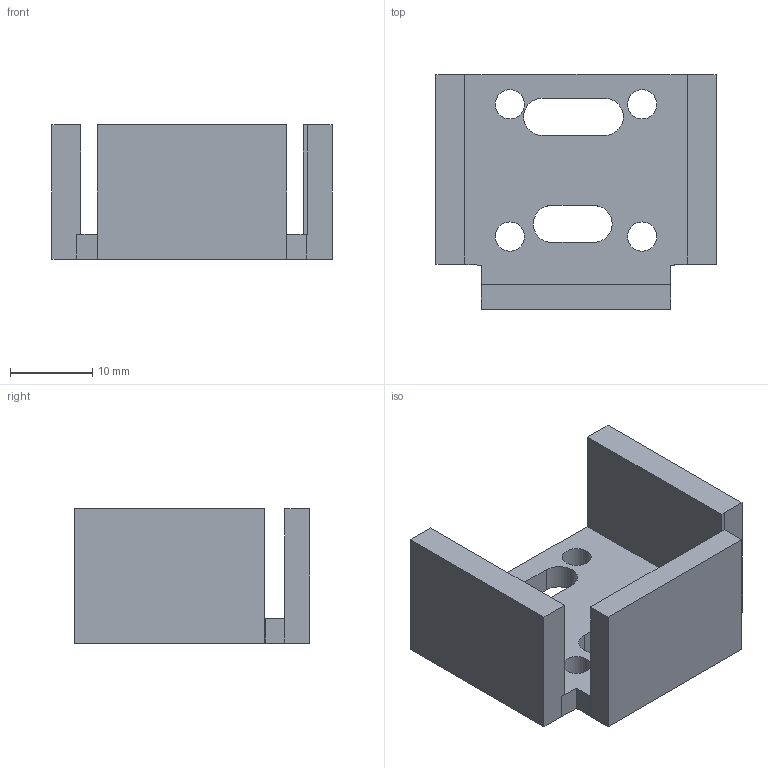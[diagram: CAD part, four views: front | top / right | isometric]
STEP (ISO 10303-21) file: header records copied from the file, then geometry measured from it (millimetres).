
FILE_DESCRIPTION(/* description */ (''),/* implementation_level */ '2;1');
FILE_NAME(/* name */ 'EncoderHolderType1.step',/* time_stamp */ '2025-09-09T17:27:28+01:00',/* author */ (''),/* organization */ (''),/* preprocessor_version */ 'ST-DEVELOPER v20.1',/* originating_system */ 'Autodesk Translation Framework v14.10.0.0',/* authorisation */ '');
FILE_SCHEMA (('AUTOMOTIVE_DESIGN { 1 0 10303 214 3 1 1 }'));
Length unit declared in the file: millimetre
Products named in the file (1): EncoderHolderType1
Bounding box: 34 x 28.54 x 16.3 mm (x, y, z)
Volume: 5402.1 mm3; surface area: 4332.7 mm2
Topology: 1 solids, 1 shells, 39 faces, 110 edges, 73 vertices
Faces by surface type: plane 29, cylinder 10
Full cylindrical faces by diameter (mm): 3.55 x4
Entity records: 1320 total; most frequent: CARTESIAN_POINT 223, ORIENTED_EDGE 220, DIRECTION 210, EDGE_CURVE 110, LINE 90, VECTOR 90, VERTEX_POINT 73, AXIS2_PLACEMENT_3D 60
